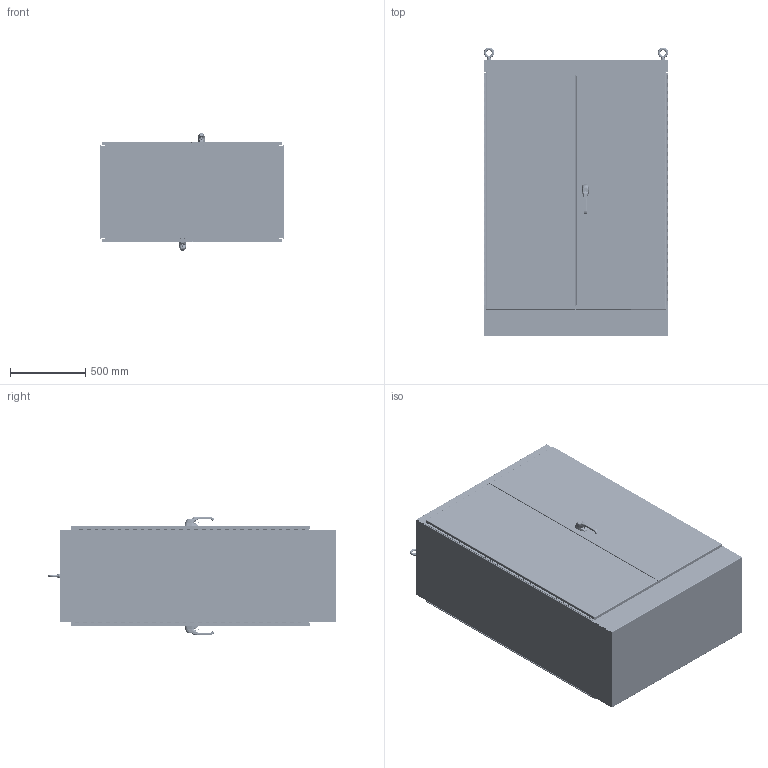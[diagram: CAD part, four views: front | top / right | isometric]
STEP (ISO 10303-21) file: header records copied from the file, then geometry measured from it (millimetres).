
FILE_DESCRIPTION(/* description */ ('UNISTRUT,PS,1"X1-5/8"X23-3/4"'),/* implementation_level */ '2;1');
FILE_NAME(/* name */ 'WA724824FSDAD.stp',/* time_stamp */ '2015-07-27T08:19:44+06:00',/* author */ ('vdas'),/* organization */ (''),/* preprocessor_version */ 'ST-DEVELOPER v15.2',/* originating_system */ 'Autodesk Inventor 2014',/* authorisation */ '');
FILE_SCHEMA (('AUTOMOTIVE_DESIGN { 1 0 10303 214 3 1 1 }'));
Products named in the file (44): FUN00103; HFW3025; 316298; 349132; HSSN1300W60T; HSSN1300W60L; HSSN1300W60P; HSSN1300W60; HSSN1300W60_1; WA4824FSDADBTM; WA4824FSDADTOP; WA7224FSDADLRS; 3063; N1272STRIPGSKT; WA7248FSDADFIP; 38846; HFW3524; 35210-64; WA7248FSDADLDR; WA7248FSDADSDR; 1091-903_AF0_1; 1091-903_AF0_2; 1091-903_AF0; PLASTIC-ROLLER-CAM_AF1; 7379-M6-8X25_AF0; LOCK-NUT_AF0; PLASTIC-ROLLER-CAM_AF0_ASM; SUPPORT-ROLL_AF0; 1091-BR11_AF0; HFW31712; 37029; 3021WIE; HFW3762; 31215; 3862; LARGE_DOOR_ROD_ASSM-37029; HFW3121; HFW31233; HFW3681; CHUTE_BOLT_GUIDE_ASSM ...
Bounding box: 1222.38 x 1911.26 x 780.61 mm (x, y, z)
Volume: 26221448.1 mm3; surface area: 21460088.9 mm2
Topology: 110 solids, 3072 shells, 7244 faces, 24950 edges, 20848 vertices
Faces by surface type: plane 3406, cylinder 2450, torus 510, bspline 492, cone 204, sphere 182
Full cylindrical faces by diameter (mm): 3.048 x4, 3.9 x2, 4.2 x4, 4.5 x4, 5 x6, 5.08 x8, 5.69 x8, 6 x2, 6.128 x4, 6.172 x4, 6.337 x12, 6.35 x24, 6.41 x4, 7.023 x32, 7.112 x6, 7.144 x4, 7.938 x4, 8 x2, 8.2 x2, 8.56 x8, 9.525 x4, 10.16 x8, 12.7 x4, 13 x2, 13.2 x2, 14.287 x4, 15 x2, 16.307 x2, 19 x2, 19.05 x22
Entity records: 162832 total; most frequent: CARTESIAN_POINT 71583, DIRECTION 17199, ORIENTED_EDGE 13223, EDGE_CURVE 9975, VERTEX_POINT 8861, AXIS2_PLACEMENT_3D 6065, LINE 5069, VECTOR 5069
